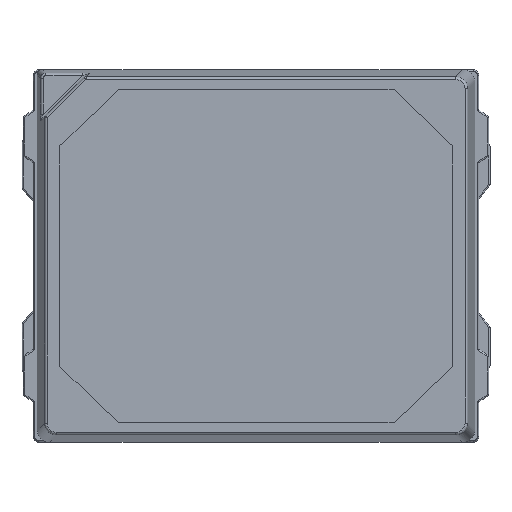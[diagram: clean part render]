
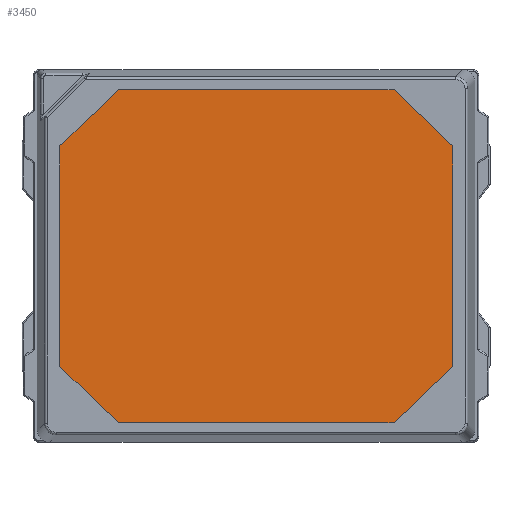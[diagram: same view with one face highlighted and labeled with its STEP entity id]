
A CAD part, top view. The second image highlights one B-rep face of the part: STEP entity #3450.
In plain terms, the highlighted planar face has unit normal (0, 0, 1).
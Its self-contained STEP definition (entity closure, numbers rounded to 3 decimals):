
#106=PLANE('',#3816);
#429=LINE('',#6699,#722);
#432=LINE('',#6704,#725);
#434=LINE('',#6708,#727);
#436=LINE('',#6712,#729);
#437=LINE('',#6715,#730);
#438=LINE('',#6717,#731);
#439=LINE('',#6719,#732);
#440=LINE('',#6720,#733);
#722=VECTOR('',#4789,10.);
#725=VECTOR('',#4794,10.);
#727=VECTOR('',#4798,10.);
#729=VECTOR('',#4802,10.);
#730=VECTOR('',#4805,10.);
#731=VECTOR('',#4806,10.);
#732=VECTOR('',#4807,10.);
#733=VECTOR('',#4808,10.);
#1094=FACE_OUTER_BOUND('',#1297,.T.);
#1297=EDGE_LOOP('',(#3167,#3168,#3169,#3170,#3171,#3172,#3173,#3174));
#1692=VERTEX_POINT('',#6696);
#1693=VERTEX_POINT('',#6698);
#1694=VERTEX_POINT('',#6702);
#1695=VERTEX_POINT('',#6706);
#1696=VERTEX_POINT('',#6710);
#1697=VERTEX_POINT('',#6714);
#1698=VERTEX_POINT('',#6716);
#1699=VERTEX_POINT('',#6718);
#2182=EDGE_CURVE('',#1693,#1692,#429,.T.);
#2185=EDGE_CURVE('',#1692,#1694,#432,.T.);
#2187=EDGE_CURVE('',#1694,#1695,#434,.T.);
#2189=EDGE_CURVE('',#1695,#1696,#436,.T.);
#2190=EDGE_CURVE('',#1696,#1697,#437,.T.);
#2191=EDGE_CURVE('',#1697,#1698,#438,.T.);
#2192=EDGE_CURVE('',#1698,#1699,#439,.T.);
#2193=EDGE_CURVE('',#1699,#1693,#440,.T.);
#3167=ORIENTED_EDGE('',*,*,#2187,.T.);
#3168=ORIENTED_EDGE('',*,*,#2189,.T.);
#3169=ORIENTED_EDGE('',*,*,#2190,.T.);
#3170=ORIENTED_EDGE('',*,*,#2191,.T.);
#3171=ORIENTED_EDGE('',*,*,#2192,.T.);
#3172=ORIENTED_EDGE('',*,*,#2193,.T.);
#3173=ORIENTED_EDGE('',*,*,#2182,.T.);
#3174=ORIENTED_EDGE('',*,*,#2185,.T.);
#3450=ADVANCED_FACE('',(#1094),#106,.T.);
#3816=AXIS2_PLACEMENT_3D('',#6713,#4803,#4804);
#4789=DIRECTION('',(-0.723,-0.691,0.));
#4794=DIRECTION('',(0.,-1.,0.));
#4798=DIRECTION('',(0.723,-0.691,0.));
#4802=DIRECTION('',(1.,0.,0.));
#4803=DIRECTION('center_axis',(0.,0.,1.));
#4804=DIRECTION('ref_axis',(1.,0.,0.));
#4805=DIRECTION('',(0.723,0.691,0.));
#4806=DIRECTION('',(0.,1.,0.));
#4807=DIRECTION('',(-0.723,0.691,0.));
#4808=DIRECTION('',(-1.,0.,0.));
#6696=CARTESIAN_POINT('',(-1.476,0.827,0.702));
#6698=CARTESIAN_POINT('',(-1.034,1.249,0.702));
#6699=CARTESIAN_POINT('',(-1.476,0.827,0.702));
#6702=CARTESIAN_POINT('',(-1.476,-0.832,0.702));
#6704=CARTESIAN_POINT('',(-1.476,-0.832,0.702));
#6706=CARTESIAN_POINT('',(-1.034,-1.255,0.702));
#6708=CARTESIAN_POINT('',(-1.034,-1.255,0.702));
#6710=CARTESIAN_POINT('',(1.038,-1.255,0.702));
#6712=CARTESIAN_POINT('',(1.038,-1.255,0.702));
#6713=CARTESIAN_POINT('Origin',(0.002,-0.003,
0.702));
#6714=CARTESIAN_POINT('',(1.48,-0.832,0.702));
#6715=CARTESIAN_POINT('',(1.48,-0.832,0.702));
#6716=CARTESIAN_POINT('',(1.48,0.827,0.702));
#6717=CARTESIAN_POINT('',(1.48,0.827,0.702));
#6718=CARTESIAN_POINT('',(1.038,1.249,0.702));
#6719=CARTESIAN_POINT('',(1.038,1.249,0.702));
#6720=CARTESIAN_POINT('',(-1.034,1.249,0.702));
